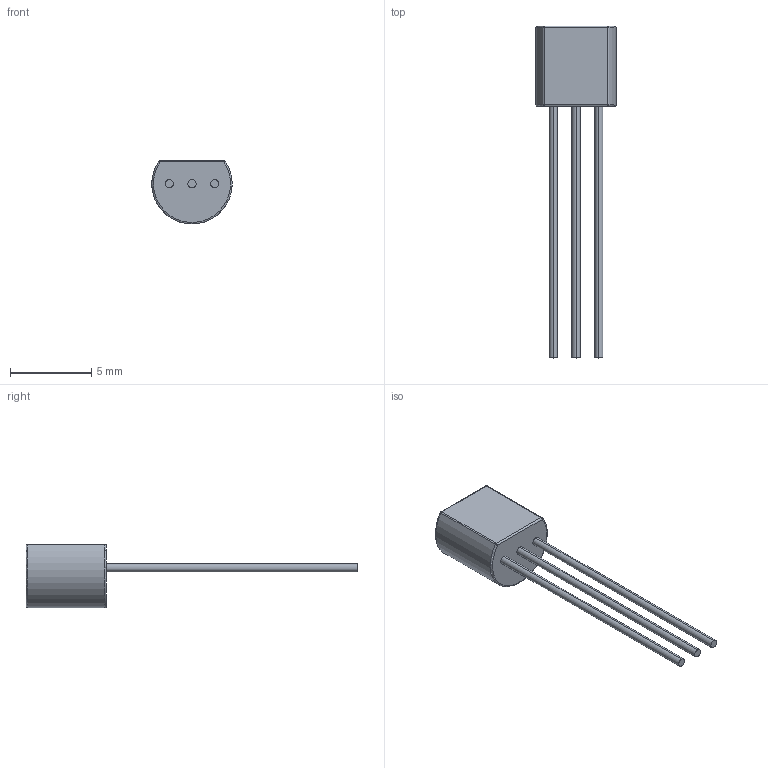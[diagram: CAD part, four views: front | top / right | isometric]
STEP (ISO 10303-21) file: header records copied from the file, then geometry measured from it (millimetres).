
FILE_DESCRIPTION (( 'STEP AP214' ), '1' );
FILE_NAME ('ZTX653.STEP', '2021-07-31T04:37:48', ( '' ), ( '' ), 'SwSTEP 2.0', 'SolidWorks 2018', '' );
FILE_SCHEMA (( 'AUTOMOTIVE_DESIGN' ));
Length unit declared in the file: millimetre
Products named in the file (1): ZTX653
Bounding box: 4.94 x 20.44 x 3.94 mm (x, y, z)
Volume: 90.7 mm3; surface area: 179.7 mm2
Topology: 1 solids, 1 shells, 24 faces, 49 edges, 26 vertices
Faces by surface type: cylinder 12, plane 6, sphere 4, torus 2
Entity records: 802 total; most frequent: DIRECTION 125, CARTESIAN_POINT 96, ORIENTED_EDGE 90, AXIS2_PLACEMENT_3D 55, EDGE_CURVE 45, CIRCLE 30, EDGE_LOOP 27, VERTEX_POINT 26
